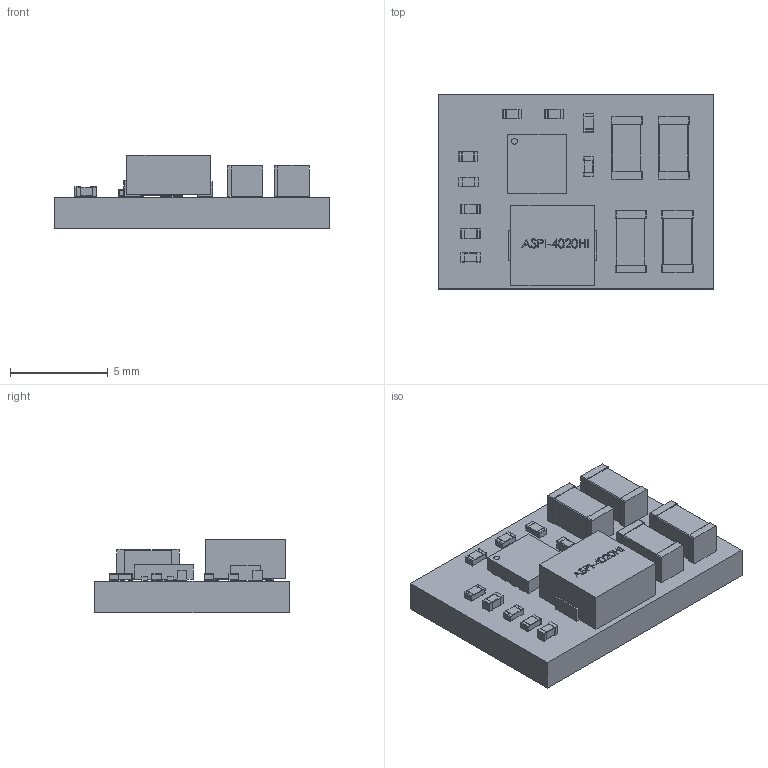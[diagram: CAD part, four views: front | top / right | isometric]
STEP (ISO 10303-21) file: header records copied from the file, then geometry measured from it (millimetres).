
FILE_DESCRIPTION(('KiCad electronic assembly'),'2;1');
FILE_NAME('matek_microbec_6_30v.step','2024-08-02T14:34:22',('Pcbnew'),( 'Kicad'),'Open CASCADE STEP processor 7.8','KiCad to STEP converter' ,'Unknown');
FILE_SCHEMA(('AUTOMOTIVE_DESIGN { 1 0 10303 214 1 1 1 1 }'));
Length unit declared in the file: millimetre
Products named in the file (12): matek_microbec_6_30v 1; R_0402_1005Metric; C_1206_3216Metric; C_0402_1005Metric; MP9943GQ-Z; MP4423GQ-P; ASPI-4020HI-R10M-T; ASPI-4020HI; matek_microbec_6_30v_PCB
Assembly tree (21 placements, depth 3):
  matek_microbec_6_30v 1
    R_0402_1005Metric  x6
      R_0402_1005Metric
    C_1206_3216Metric  x4
      C_1206_3216Metric
    C_0402_1005Metric  x3
      C_0402_1005Metric
    MP9943GQ-Z
      MP4423GQ-P
    ASPI-4020HI-R10M-T
      ASPI-4020HI
    matek_microbec_6_30v_PCB
Bounding box: 14.11 x 9.94 x 3.75 mm (x, y, z)
Volume: 298.9 mm3; surface area: 595.5 mm2
Topology: 27 solids, 27 shells, 608 faces, 1545 edges, 1022 vertices
Faces by surface type: plane 427, cylinder 136, bspline 45
Entity records: 13726 total; most frequent: CARTESIAN_POINT 4860, ORIENTED_EDGE 1690, DIRECTION 1457, EDGE_CURVE 845, LINE 683, VECTOR 683, VERTEX_POINT 562, AXIS2_PLACEMENT_3D 387
